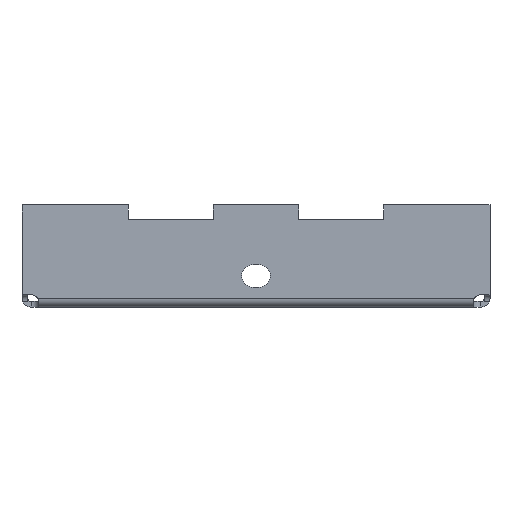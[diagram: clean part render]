
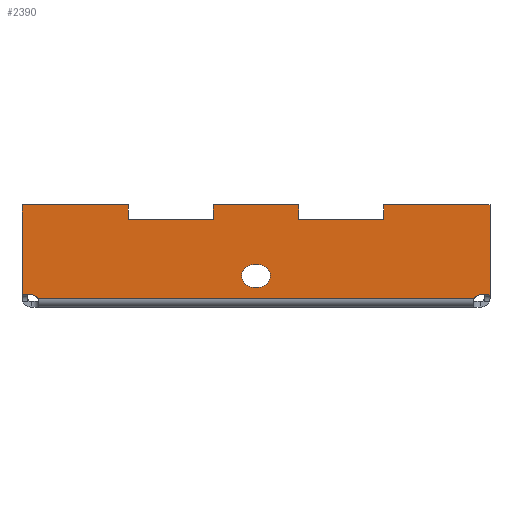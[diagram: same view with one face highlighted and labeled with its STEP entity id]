
A CAD part, left-side view. The second image highlights one B-rep face of the part: STEP entity #2390.
In plain terms, the highlighted planar face has unit normal (-1, 0, 0).
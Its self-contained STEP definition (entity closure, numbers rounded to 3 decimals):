
#14=DIRECTION('',(0.,-1.,0.));
#15=VECTOR('',#14,3.);
#16=CARTESIAN_POINT('',(-8.25,1.5,0.));
#17=LINE('',#16,#15);
#22=DIRECTION('',(0.,-1.,0.));
#23=VECTOR('',#22,3.75);
#24=CARTESIAN_POINT('',(-8.25,8.25,0.));
#25=LINE('',#24,#23);
#62=DIRECTION('',(0.,-1.,0.));
#63=VECTOR('',#62,3.75);
#64=CARTESIAN_POINT('',(-8.25,-4.5,0.));
#65=LINE('',#64,#63);
#162=CARTESIAN_POINT('',(-8.25,0.1,-2.5));
#163=DIRECTION('',(1.,0.,0.));
#164=DIRECTION('',(0.,0.,-1.));
#165=AXIS2_PLACEMENT_3D('',#162,#163,#164);
#167=DIRECTION('',(0.,1.,0.));
#168=VECTOR('',#167,0.2);
#169=CARTESIAN_POINT('',(-8.25,-0.1,-2.9));
#170=LINE('',#169,#168);
#171=CARTESIAN_POINT('',(-8.25,-0.1,-2.5));
#172=DIRECTION('',(1.,0.,0.));
#173=DIRECTION('',(0.,0.,1.));
#174=AXIS2_PLACEMENT_3D('',#171,#172,#173);
#176=DIRECTION('',(0.,-1.,0.));
#177=VECTOR('',#176,0.2);
#178=CARTESIAN_POINT('',(-8.25,0.1,-2.1));
#179=LINE('',#178,#177);
#180=DIRECTION('',(0.,1.,0.));
#181=VECTOR('',#180,15.385);
#182=CARTESIAN_POINT('',(-8.25,-7.693,-3.3));
#183=LINE('',#182,#181);
#184=DIRECTION('',(0.,-1.,0.));
#185=VECTOR('',#184,0.335);
#186=CARTESIAN_POINT('',(-8.25,8.25,-3.165));
#187=LINE('',#186,#185);
#188=DIRECTION('',(0.,0.,-1.));
#189=VECTOR('',#188,3.165);
#190=CARTESIAN_POINT('',(-8.25,8.25,0.));
#191=LINE('',#190,#189);
#192=DIRECTION('',(0.,0.,-1.));
#193=VECTOR('',#192,0.5);
#194=CARTESIAN_POINT('',(-8.25,4.5,0.));
#195=LINE('',#194,#193);
#196=DIRECTION('',(0.,-1.,0.));
#197=VECTOR('',#196,3.);
#198=CARTESIAN_POINT('',(-8.25,4.5,-0.5));
#199=LINE('',#198,#197);
#200=DIRECTION('',(0.,0.,-1.));
#201=VECTOR('',#200,0.5);
#202=CARTESIAN_POINT('',(-8.25,1.5,0.));
#203=LINE('',#202,#201);
#204=DIRECTION('',(0.,0.,-1.));
#205=VECTOR('',#204,0.5);
#206=CARTESIAN_POINT('',(-8.25,-1.5,0.));
#207=LINE('',#206,#205);
#208=DIRECTION('',(0.,-1.,0.));
#209=VECTOR('',#208,3.);
#210=CARTESIAN_POINT('',(-8.25,-1.5,-0.5));
#211=LINE('',#210,#209);
#212=DIRECTION('',(0.,0.,-1.));
#213=VECTOR('',#212,0.5);
#214=CARTESIAN_POINT('',(-8.25,-4.5,0.));
#215=LINE('',#214,#213);
#216=DIRECTION('',(0.,-1.,0.));
#217=VECTOR('',#216,0.335);
#218=CARTESIAN_POINT('',(-8.25,-7.915,-3.165));
#219=LINE('',#218,#217);
#451=DIRECTION('',(0.,0.,-1.));
#452=VECTOR('',#451,3.165);
#453=CARTESIAN_POINT('',(-8.25,-8.25,0.));
#454=LINE('',#453,#452);
#1352=CARTESIAN_POINT('',(-8.25,-7.693,-3.3));
#1354=CARTESIAN_POINT('',(-8.25,-7.915,-3.415));
#1355=DIRECTION('',(1.,0.,0.));
#1356=DIRECTION('',(0.,0.888,0.46));
#1357=AXIS2_PLACEMENT_3D('',#1354,#1355,#1356);
#1381=CARTESIAN_POINT('',(-8.25,7.915,-3.415));
#1382=DIRECTION('',(1.,0.,0.));
#1383=DIRECTION('',(0.,0.,1.));
#1384=AXIS2_PLACEMENT_3D('',#1381,#1382,#1383);
#1670=CARTESIAN_POINT('',(-8.25,1.5,0.));
#1672=VERTEX_POINT('',#1670);
#1674=CARTESIAN_POINT('',(-8.25,4.5,0.));
#1676=VERTEX_POINT('',#1674);
#1678=CARTESIAN_POINT('',(-8.25,-4.5,0.));
#1680=VERTEX_POINT('',#1678);
#1682=CARTESIAN_POINT('',(-8.25,-1.5,0.));
#1684=VERTEX_POINT('',#1682);
#1734=CARTESIAN_POINT('',(-8.25,4.5,-0.5));
#1735=CARTESIAN_POINT('',(-8.25,1.5,-0.5));
#1736=VERTEX_POINT('',#1734);
#1737=VERTEX_POINT('',#1735);
#1738=CARTESIAN_POINT('',(-8.25,-1.5,-0.5));
#1739=CARTESIAN_POINT('',(-8.25,-4.5,-0.5));
#1740=VERTEX_POINT('',#1738);
#1741=VERTEX_POINT('',#1739);
#1798=CARTESIAN_POINT('',(-8.25,8.25,0.));
#1799=VERTEX_POINT('',#1798);
#1800=CARTESIAN_POINT('',(-8.25,-8.25,0.));
#1801=VERTEX_POINT('',#1800);
#1838=CARTESIAN_POINT('',(-8.25,8.25,-3.165));
#1839=VERTEX_POINT('',#1838);
#1840=CARTESIAN_POINT('',(-8.25,-8.25,-3.165));
#1841=VERTEX_POINT('',#1840);
#1930=CARTESIAN_POINT('',(-8.25,-7.915,-3.165));
#1932=VERTEX_POINT('',#1930);
#1967=CARTESIAN_POINT('',(-8.25,7.915,-3.165));
#1969=VERTEX_POINT('',#1967);
#1979=VERTEX_POINT('',#1352);
#1984=CARTESIAN_POINT('',(-8.25,7.693,-3.3));
#1985=VERTEX_POINT('',#1984);
#2130=CARTESIAN_POINT('',(-8.25,0.1,-2.9));
#2131=CARTESIAN_POINT('',(-8.25,0.1,-2.1));
#2132=VERTEX_POINT('',#2130);
#2133=VERTEX_POINT('',#2131);
#2134=CARTESIAN_POINT('',(-8.25,-0.1,-2.1));
#2135=VERTEX_POINT('',#2134);
#2136=CARTESIAN_POINT('',(-8.25,-0.1,-2.9));
#2137=VERTEX_POINT('',#2136);
#2345=CARTESIAN_POINT('',(-8.25,8.25,0.));
#2346=DIRECTION('',(-1.,0.,0.));
#2347=DIRECTION('',(0.,-1.,0.));
#2348=AXIS2_PLACEMENT_3D('',#2345,#2346,#2347);
#2349=PLANE('',#2348);
#2351=ORIENTED_EDGE('',*,*,#2350,.T.);
#2353=ORIENTED_EDGE('',*,*,#2352,.F.);
#2355=ORIENTED_EDGE('',*,*,#2354,.F.);
#2357=ORIENTED_EDGE('',*,*,#2356,.F.);
#2358=ORIENTED_EDGE('',*,*,#2209,.T.);
#2360=ORIENTED_EDGE('',*,*,#2359,.T.);
#2362=ORIENTED_EDGE('',*,*,#2361,.T.);
#2363=ORIENTED_EDGE('',*,*,#2336,.F.);
#2364=ORIENTED_EDGE('',*,*,#2197,.T.);
#2366=ORIENTED_EDGE('',*,*,#2365,.T.);
#2368=ORIENTED_EDGE('',*,*,#2367,.T.);
#2370=ORIENTED_EDGE('',*,*,#2369,.F.);
#2371=ORIENTED_EDGE('',*,*,#2237,.T.);
#2373=ORIENTED_EDGE('',*,*,#2372,.T.);
#2375=ORIENTED_EDGE('',*,*,#2374,.F.);
#2377=ORIENTED_EDGE('',*,*,#2376,.F.);
#2378=EDGE_LOOP('',(#2351,#2353,#2355,#2357,#2358,#2360,#2362,#2363,#2364,#2366,
#2368,#2370,#2371,#2373,#2375,#2377));
#2379=FACE_OUTER_BOUND('',#2378,.F.);
#2381=ORIENTED_EDGE('',*,*,#2380,.F.);
#2383=ORIENTED_EDGE('',*,*,#2382,.F.);
#2385=ORIENTED_EDGE('',*,*,#2384,.F.);
#2387=ORIENTED_EDGE('',*,*,#2386,.F.);
#2388=EDGE_LOOP('',(#2381,#2383,#2385,#2387));
#2389=FACE_BOUND('',#2388,.F.);
#166=CIRCLE('',#165,0.4);
#175=CIRCLE('',#174,0.4);
#1358=CIRCLE('',#1357,0.25);
#1385=CIRCLE('',#1384,0.25);
#2197=EDGE_CURVE('',#1672,#1684,#17,.T.);
#2209=EDGE_CURVE('',#1799,#1676,#25,.T.);
#2237=EDGE_CURVE('',#1680,#1801,#65,.T.);
#2336=EDGE_CURVE('',#1672,#1737,#203,.T.);
#2350=EDGE_CURVE('',#1979,#1985,#183,.T.);
#2352=EDGE_CURVE('',#1969,#1985,#1385,.T.);
#2354=EDGE_CURVE('',#1839,#1969,#187,.T.);
#2356=EDGE_CURVE('',#1799,#1839,#191,.T.);
#2359=EDGE_CURVE('',#1676,#1736,#195,.T.);
#2361=EDGE_CURVE('',#1736,#1737,#199,.T.);
#2365=EDGE_CURVE('',#1684,#1740,#207,.T.);
#2367=EDGE_CURVE('',#1740,#1741,#211,.T.);
#2369=EDGE_CURVE('',#1680,#1741,#215,.T.);
#2372=EDGE_CURVE('',#1801,#1841,#454,.T.);
#2374=EDGE_CURVE('',#1932,#1841,#219,.T.);
#2376=EDGE_CURVE('',#1979,#1932,#1358,.T.);
#2380=EDGE_CURVE('',#2132,#2133,#166,.T.);
#2382=EDGE_CURVE('',#2137,#2132,#170,.T.);
#2384=EDGE_CURVE('',#2135,#2137,#175,.T.);
#2386=EDGE_CURVE('',#2133,#2135,#179,.T.);
#2390=ADVANCED_FACE('',(#2379,#2389),#2349,.T.);
